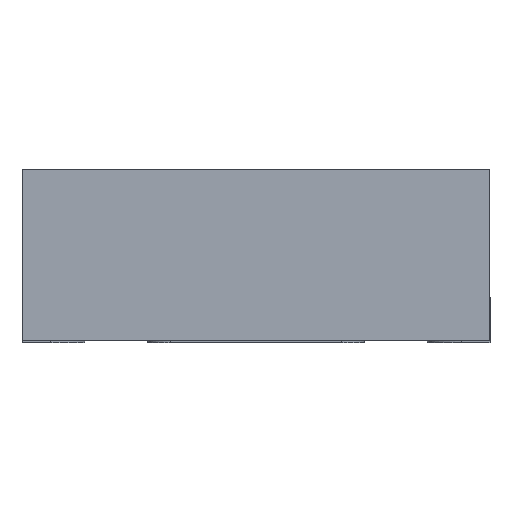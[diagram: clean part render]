
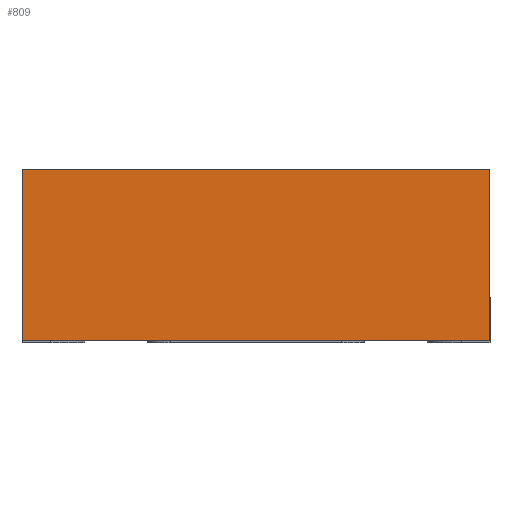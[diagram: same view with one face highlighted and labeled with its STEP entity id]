
A CAD part, left-side view. The second image highlights one B-rep face of the part: STEP entity #809.
In plain terms, the highlighted planar face has unit normal (-1, 0, 0).
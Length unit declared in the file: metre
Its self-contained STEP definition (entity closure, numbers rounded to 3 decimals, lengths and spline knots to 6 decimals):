
#453 = EDGE_CURVE( '', #1103, #1178, #1179, .T. );
#583 = EDGE_CURVE( '', #1379, #1178, #1380, .T. );
#809 = ADVANCED_FACE( '', ( #1681 ), #1682, .F. );
#877 = EDGE_CURVE( '', #1379, #1642, #1762, .T. );
#891 = EDGE_CURVE( '', #1103, #1642, #1779, .T. );
#1103 = VERTEX_POINT( '', #2056 );
#1178 = VERTEX_POINT( '', #2185 );
#1179 = LINE( '', #2186, #2187 );
#1379 = VERTEX_POINT( '', #2487 );
#1380 = LINE( '', #2488, #2489 );
#1642 = VERTEX_POINT( '', #2945 );
#1681 = FACE_OUTER_BOUND( '', #2994, .T. );
#1682 = PLANE( '', #2995 );
#1762 = LINE( '', #3123, #3124 );
#1779 = LINE( '', #3160, #3161 );
#2056 = CARTESIAN_POINT( '', ( -0.001025, -0.001025, 0.000008 ) );
#2185 = CARTESIAN_POINT( '', ( -0.001025, -0.001025, 0.000758 ) );
#2186 = CARTESIAN_POINT( '', ( -0.001025, -0.001025, 0.000383 ) );
#2187 = VECTOR( '', #3443, 1. );
#2487 = CARTESIAN_POINT( '', ( -0.001025, 0.001025, 0.000758 ) );
#2488 = CARTESIAN_POINT( '', ( -0.001025, 0., 0.000758 ) );
#2489 = VECTOR( '', #3629, 1. );
#2945 = CARTESIAN_POINT( '', ( -0.001025, 0.001025, 0.000008 ) );
#2994 = EDGE_LOOP( '', ( #4074, #4075, #4076, #4077 ) );
#2995 = AXIS2_PLACEMENT_3D( '', #4078, #4079, #4080 );
#3123 = CARTESIAN_POINT( '', ( -0.001025, 0.001025, 0.000383 ) );
#3124 = VECTOR( '', #4193, 1. );
#3160 = CARTESIAN_POINT( '', ( -0.001025, 0., 0.000008 ) );
#3161 = VECTOR( '', #4205, 1. );
#3443 = DIRECTION( '', ( 0., 0., 1. ) );
#3629 = DIRECTION( '', ( 0., -1., 0. ) );
#4074 = ORIENTED_EDGE( '', *, *, #453, .T. );
#4075 = ORIENTED_EDGE( '', *, *, #583, .F. );
#4076 = ORIENTED_EDGE( '', *, *, #877, .T. );
#4077 = ORIENTED_EDGE( '', *, *, #891, .F. );
#4078 = CARTESIAN_POINT( '', ( -0.001025, -0.001025, 0.000008 ) );
#4079 = DIRECTION( '', ( 1., 0., 0. ) );
#4080 = DIRECTION( '', ( 0., 1., 0. ) );
#4193 = DIRECTION( '', ( 0., 0., -1. ) );
#4205 = DIRECTION( '', ( 0., 1., 0. ) );
